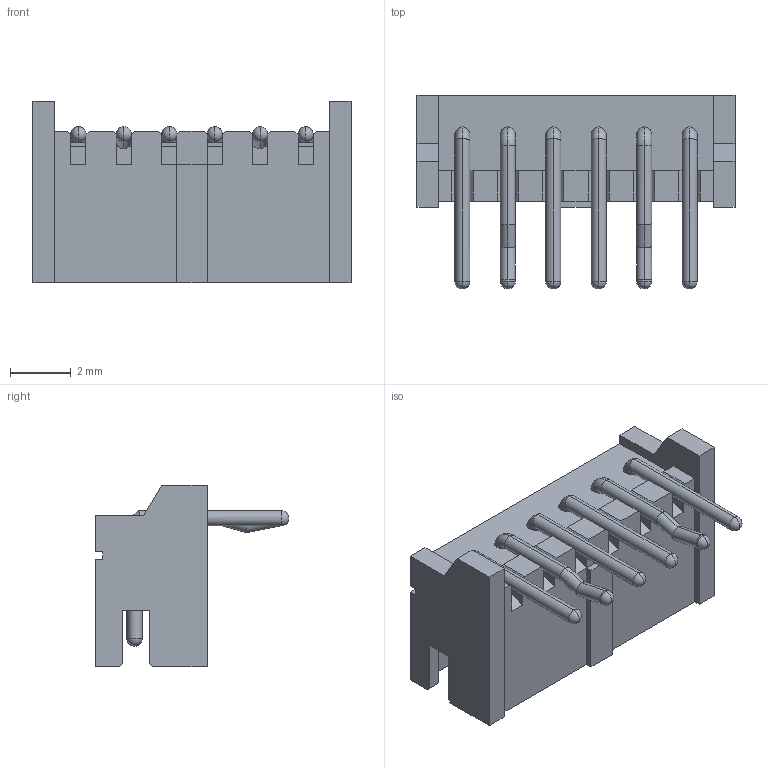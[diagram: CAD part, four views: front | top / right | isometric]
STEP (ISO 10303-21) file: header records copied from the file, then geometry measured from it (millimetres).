
FILE_DESCRIPTION((''),'2;1');
FILE_NAME('JS-1174R-06','2018-03-30T',('user'),(''),'CREO PARAMETRIC BY PTC INC, 2014350','CREO PARAMETRIC BY PTC INC, 2014350','');
FILE_SCHEMA(('CONFIG_CONTROL_DESIGN'));
Length unit declared in the file: millimetre
Products named in the file (1): JS-1174R-06
Bounding box: 10.5 x 6.4 x 6 mm (x, y, z)
Volume: 91.6 mm3; surface area: 405.3 mm2
Topology: 1 solids, 1 shells, 196 faces, 564 edges, 352 vertices
Faces by surface type: plane 118, cylinder 42, sphere 24, torus 12
Entity records: 6562 total; most frequent: CARTESIAN_POINT 1556, ORIENTED_EDGE 1080, DIRECTION 964, EDGE_CURVE 540, VECTOR 380, LINE 380, VERTEX_POINT 352, AXIS2_PLACEMENT_3D 292
